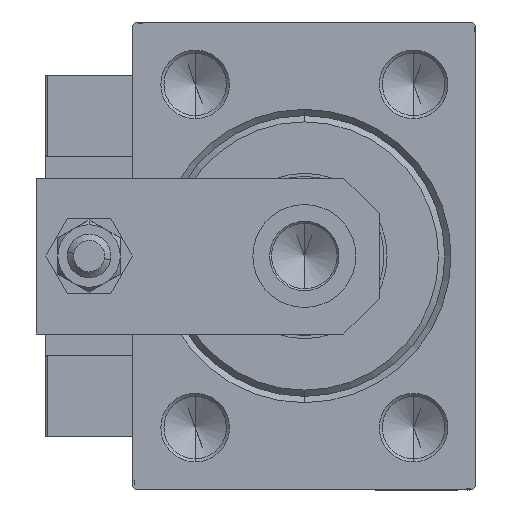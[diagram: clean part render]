
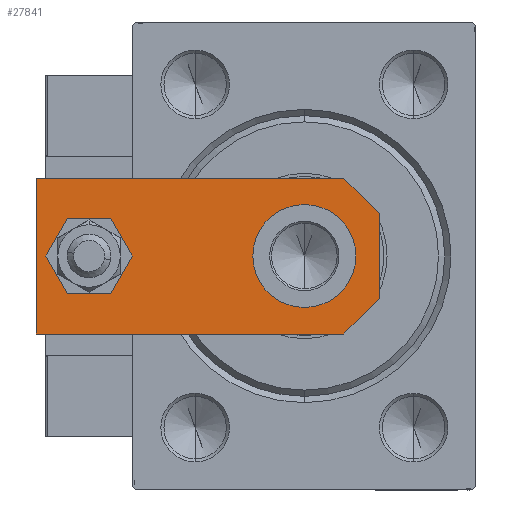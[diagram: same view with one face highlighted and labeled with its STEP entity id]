
A CAD part, left-side view. The second image highlights one B-rep face of the part: STEP entity #27841.
In plain terms, the highlighted face is planar.
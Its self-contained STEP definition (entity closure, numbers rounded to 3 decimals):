
#204 = EDGE_LOOP ( 'NONE', ( #25651, #35736, #34045, #9341, #48388, #25723 ) ) ;
#852 = VECTOR ( 'NONE', #3391, 1000. ) ;
#980 = VECTOR ( 'NONE', #23769, 1000. ) ;
#2241 = AXIS2_PLACEMENT_3D ( 'NONE', #43295, #6886, #46420 ) ;
#2331 = VERTEX_POINT ( 'NONE', #16988 ) ;
#3157 = CARTESIAN_POINT ( 'NONE',  ( -12.5, 55., 6. ) ) ;
#3391 = DIRECTION ( 'NONE',  ( 0., -1., 0. ) ) ;
#3827 = CARTESIAN_POINT ( 'NONE',  ( 0., 46.5, 6. ) ) ;
#4374 = CARTESIAN_POINT ( 'NONE',  ( 3.42, -3.42, 6. ) ) ;
#4442 = CARTESIAN_POINT ( 'NONE',  ( 0., 46.5, 6. ) ) ;
#4445 = VERTEX_POINT ( 'NONE', #9107 ) ;
#6886 = DIRECTION ( 'NONE',  ( 0., 0., 1. ) ) ;
#6984 = CARTESIAN_POINT ( 'NONE',  ( 12.5, 0., 6. ) ) ;
#7489 = CIRCLE ( 'NONE', #36347, 4. ) ;
#9107 = CARTESIAN_POINT ( 'NONE',  ( 6.84, 0., 6. ) ) ;
#9341 = ORIENTED_EDGE ( 'NONE', *, *, #43230, .T. ) ;
#10473 = EDGE_CURVE ( 'NONE', #2331, #32620, #27001, .T. ) ;
#10822 = EDGE_CURVE ( 'NONE', #27895, #50324, #34434, .T. ) ;
#12445 = EDGE_CURVE ( 'NONE', #50324, #27895, #50176, .T. ) ;
#12506 = VERTEX_POINT ( 'NONE', #27383 ) ;
#13028 = CARTESIAN_POINT ( 'NONE',  ( 12.5, 55., 6. ) ) ;
#14347 = FACE_BOUND ( 'NONE', #47095, .T. ) ;
#14861 = DIRECTION ( 'NONE',  ( 0., 0., 1. ) ) ;
#14908 = EDGE_LOOP ( 'NONE', ( #37380, #38092 ) ) ;
#15962 = LINE ( 'NONE', #20080, #48822 ) ;
#16371 = DIRECTION ( 'NONE',  ( 0.707, -0.707, 0. ) ) ;
#16763 = VERTEX_POINT ( 'NONE', #3157 ) ;
#16988 = CARTESIAN_POINT ( 'NONE',  ( 4., 46.5, 6. ) ) ;
#18017 = CARTESIAN_POINT ( 'NONE',  ( 12.5, 5.66, 6. ) ) ;
#18741 = ORIENTED_EDGE ( 'NONE', *, *, #10473, .F. ) ;
#20080 = CARTESIAN_POINT ( 'NONE',  ( -12.5, 0., 6. ) ) ;
#21038 = DIRECTION ( 'NONE',  ( -1., 0., 0. ) ) ;
#22247 = EDGE_CURVE ( 'NONE', #16763, #41012, #50953, .T. ) ;
#22351 = PLANE ( 'NONE',  #34420 ) ;
#23111 = CARTESIAN_POINT ( 'NONE',  ( 8.25, 12., 6. ) ) ;
#23769 = DIRECTION ( 'NONE',  ( 0.707, 0.707, 0. ) ) ;
#24685 = CARTESIAN_POINT ( 'NONE',  ( -8.25, 12., 6. ) ) ;
#25549 = EDGE_CURVE ( 'NONE', #41183, #16763, #29038, .T. ) ;
#25651 = ORIENTED_EDGE ( 'NONE', *, *, #22247, .T. ) ;
#25656 = VECTOR ( 'NONE', #16371, 1000. ) ;
#25723 = ORIENTED_EDGE ( 'NONE', *, *, #25549, .T. ) ;
#26390 = EDGE_CURVE ( 'NONE', #32620, #2331, #7489, .T. ) ;
#27001 = CIRCLE ( 'NONE', #32785, 4. ) ;
#27203 = CARTESIAN_POINT ( 'NONE',  ( -4., 46.5, 6. ) ) ;
#27383 = CARTESIAN_POINT ( 'NONE',  ( -6.84, 0., 6. ) ) ;
#27841 = ADVANCED_FACE ( 'NONE', ( #14347, #42236, #38861 ), #22351, .T. ) ;
#27895 = VERTEX_POINT ( 'NONE', #23111 ) ;
#27970 = DIRECTION ( 'NONE',  ( 0., 0., 1. ) ) ;
#29009 = CARTESIAN_POINT ( 'NONE',  ( -3.42, -3.42, 6. ) ) ;
#29038 = LINE ( 'NONE', #13028, #46523 ) ;
#31848 = DIRECTION ( 'NONE',  ( 1., 0., 0. ) ) ;
#31956 = DIRECTION ( 'NONE',  ( 1., 0., 0. ) ) ;
#32620 = VERTEX_POINT ( 'NONE', #27203 ) ;
#32626 = LINE ( 'NONE', #29009, #25656 ) ;
#32785 = AXIS2_PLACEMENT_3D ( 'NONE', #4442, #27970, #31848 ) ;
#33432 = VERTEX_POINT ( 'NONE', #18017 ) ;
#33750 = DIRECTION ( 'NONE',  ( 1., 0., 0. ) ) ;
#34045 = ORIENTED_EDGE ( 'NONE', *, *, #42304, .T. ) ;
#34420 = AXIS2_PLACEMENT_3D ( 'NONE', #45867, #14861, #38101 ) ;
#34434 = CIRCLE ( 'NONE', #2241, 8.25 ) ;
#35278 = AXIS2_PLACEMENT_3D ( 'NONE', #48762, #37371, #33750 ) ;
#35736 = ORIENTED_EDGE ( 'NONE', *, *, #39856, .T. ) ;
#36347 = AXIS2_PLACEMENT_3D ( 'NONE', #3827, #38475, #38213 ) ;
#37371 = DIRECTION ( 'NONE',  ( 0., 0., 1. ) ) ;
#37380 = ORIENTED_EDGE ( 'NONE', *, *, #12445, .F. ) ;
#38092 = ORIENTED_EDGE ( 'NONE', *, *, #10822, .F. ) ;
#38101 = DIRECTION ( 'NONE',  ( 1., 0., 0. ) ) ;
#38213 = DIRECTION ( 'NONE',  ( 1., 0., 0. ) ) ;
#38475 = DIRECTION ( 'NONE',  ( 0., 0., 1. ) ) ;
#38497 = CARTESIAN_POINT ( 'NONE',  ( 12.5, 55., 6. ) ) ;
#38861 = FACE_BOUND ( 'NONE', #14908, .T. ) ;
#39013 = LINE ( 'NONE', #4374, #980 ) ;
#39856 = EDGE_CURVE ( 'NONE', #41012, #12506, #32626, .T. ) ;
#41012 = VERTEX_POINT ( 'NONE', #49892 ) ;
#41183 = VERTEX_POINT ( 'NONE', #38497 ) ;
#41575 = VECTOR ( 'NONE', #50144, 1000. ) ;
#42236 = FACE_OUTER_BOUND ( 'NONE', #204, .T. ) ;
#42304 = EDGE_CURVE ( 'NONE', #12506, #4445, #15962, .T. ) ;
#42419 = CARTESIAN_POINT ( 'NONE',  ( -12.5, 55., 6. ) ) ;
#43230 = EDGE_CURVE ( 'NONE', #4445, #33432, #39013, .T. ) ;
#43295 = CARTESIAN_POINT ( 'NONE',  ( 0., 12., 6. ) ) ;
#45492 = LINE ( 'NONE', #6984, #41575 ) ;
#45867 = CARTESIAN_POINT ( 'NONE',  ( 0., 0., 6. ) ) ;
#46420 = DIRECTION ( 'NONE',  ( 1., 0., 0. ) ) ;
#46523 = VECTOR ( 'NONE', #21038, 1000. ) ;
#47095 = EDGE_LOOP ( 'NONE', ( #47773, #18741 ) ) ;
#47549 = EDGE_CURVE ( 'NONE', #33432, #41183, #45492, .T. ) ;
#47773 = ORIENTED_EDGE ( 'NONE', *, *, #26390, .F. ) ;
#48388 = ORIENTED_EDGE ( 'NONE', *, *, #47549, .T. ) ;
#48762 = CARTESIAN_POINT ( 'NONE',  ( 0., 12., 6. ) ) ;
#48822 = VECTOR ( 'NONE', #31956, 1000. ) ;
#49892 = CARTESIAN_POINT ( 'NONE',  ( -12.5, 5.66, 6. ) ) ;
#50144 = DIRECTION ( 'NONE',  ( 0., 1., 0. ) ) ;
#50176 = CIRCLE ( 'NONE', #35278, 8.25 ) ;
#50324 = VERTEX_POINT ( 'NONE', #24685 ) ;
#50953 = LINE ( 'NONE', #42419, #852 ) ;
